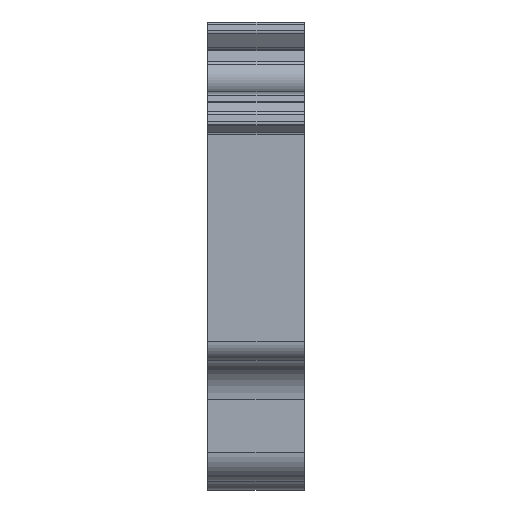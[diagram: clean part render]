
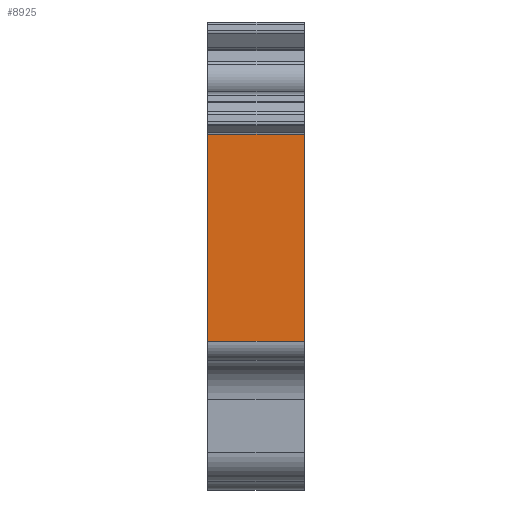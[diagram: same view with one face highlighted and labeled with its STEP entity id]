
A CAD part, left-side view. The second image highlights one B-rep face of the part: STEP entity #8925.
In plain terms, the highlighted face is planar.
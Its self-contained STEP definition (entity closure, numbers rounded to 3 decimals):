
#181 = DIRECTION ( 'NONE',  ( 0., -1., 0. ) ) ;
#342 = CARTESIAN_POINT ( 'NONE',  ( 10., 43.673, 29.297 ) ) ;
#516 = CARTESIAN_POINT ( 'NONE',  ( 0., 43.673, 29.297 ) ) ;
#567 = LINE ( 'NONE', #6475, #9127 ) ;
#665 = ORIENTED_EDGE ( 'NONE', *, *, #7049, .T. ) ;
#947 = CARTESIAN_POINT ( 'NONE',  ( 10., 43.673, 29.297 ) ) ;
#949 = FACE_OUTER_BOUND ( 'NONE', #3498, .T. ) ;
#1039 = LINE ( 'NONE', #6909, #6420 ) ;
#2053 = EDGE_CURVE ( 'NONE', #9281, #2395, #567, .T. ) ;
#2395 = VERTEX_POINT ( 'NONE', #9013 ) ;
#2612 = DIRECTION ( 'NONE',  ( 1., 0., 0. ) ) ;
#3049 = VECTOR ( 'NONE', #8343, 1000. ) ;
#3498 = EDGE_LOOP ( 'NONE', ( #5087, #7328, #4514, #665 ) ) ;
#4514 = ORIENTED_EDGE ( 'NONE', *, *, #7869, .F. ) ;
#4518 = DIRECTION ( 'NONE',  ( 0., 0., 1. ) ) ;
#4612 = PLANE ( 'NONE',  #8724 ) ;
#5087 = ORIENTED_EDGE ( 'NONE', *, *, #6680, .T. ) ;
#5226 = VERTEX_POINT ( 'NONE', #342 ) ;
#5287 = CARTESIAN_POINT ( 'NONE',  ( 0.05, 43.673, 29.297 ) ) ;
#6420 = VECTOR ( 'NONE', #7622, 1000. ) ;
#6475 = CARTESIAN_POINT ( 'NONE',  ( 0.05, 43.673, 7.843 ) ) ;
#6521 = DIRECTION ( 'NONE',  ( 1., 0., 0. ) ) ;
#6558 = VECTOR ( 'NONE', #2612, 1000. ) ;
#6680 = EDGE_CURVE ( 'NONE', #5226, #2395, #8300, .T. ) ;
#6909 = CARTESIAN_POINT ( 'NONE',  ( 0., 43.673, 29.297 ) ) ;
#7049 = EDGE_CURVE ( 'NONE', #9238, #5226, #7701, .T. ) ;
#7328 = ORIENTED_EDGE ( 'NONE', *, *, #2053, .F. ) ;
#7622 = DIRECTION ( 'NONE',  ( 0., 0., -1. ) ) ;
#7701 = LINE ( 'NONE', #9193, #6558 ) ;
#7869 = EDGE_CURVE ( 'NONE', #9238, #9281, #1039, .T. ) ;
#7872 = CARTESIAN_POINT ( 'NONE',  ( 0., 43.673, 7.843 ) ) ;
#8300 = LINE ( 'NONE', #947, #3049 ) ;
#8343 = DIRECTION ( 'NONE',  ( 0., 0., -1. ) ) ;
#8724 = AXIS2_PLACEMENT_3D ( 'NONE', #5287, #181, #4518 ) ;
#8925 = ADVANCED_FACE ( 'NONE', ( #949 ), #4612, .F. ) ;
#9013 = CARTESIAN_POINT ( 'NONE',  ( 10., 43.673, 7.843 ) ) ;
#9127 = VECTOR ( 'NONE', #6521, 1000. ) ;
#9193 = CARTESIAN_POINT ( 'NONE',  ( 0.05, 43.673, 29.297 ) ) ;
#9238 = VERTEX_POINT ( 'NONE', #516 ) ;
#9281 = VERTEX_POINT ( 'NONE', #7872 ) ;
